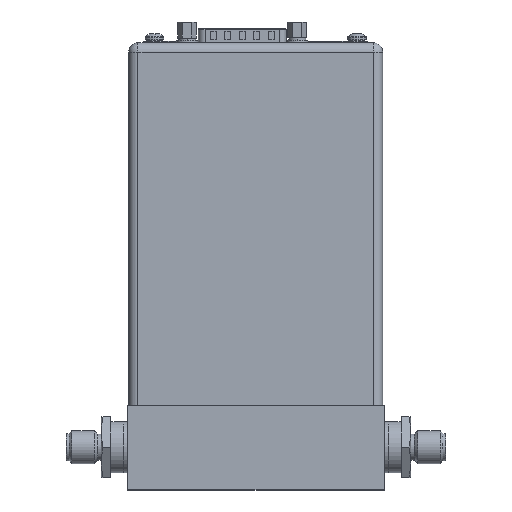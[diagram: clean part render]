
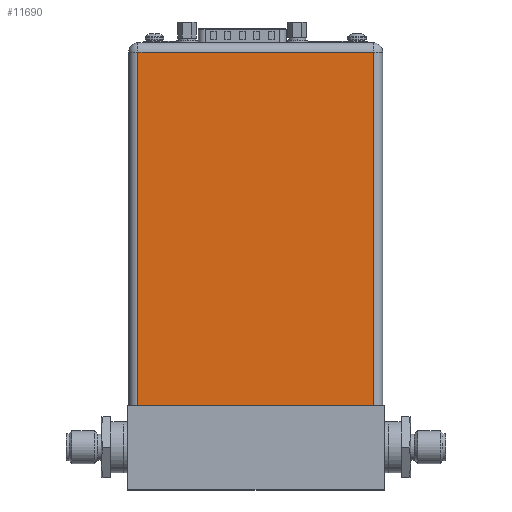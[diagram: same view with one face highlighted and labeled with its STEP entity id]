
A CAD part, top view. The second image highlights one B-rep face of the part: STEP entity #11690.
In plain terms, the highlighted planar face has unit normal (0, 0, 1).
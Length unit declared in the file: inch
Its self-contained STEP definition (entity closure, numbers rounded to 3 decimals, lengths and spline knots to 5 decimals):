
#9079=DIRECTION('',(1.,0.,0.));
#9080=VECTOR('',#9079,2.755);
#9081=CARTESIAN_POINT('',(-1.3775,0.,1.425));
#9082=LINE('',#9081,#9080);
#10285=DIRECTION('',(0.,-1.,0.));
#10286=VECTOR('',#10285,4.14);
#10287=CARTESIAN_POINT('',(1.3775,4.14,1.425));
#10288=LINE('',#10287,#10286);
#10292=DIRECTION('',(0.,-1.,0.));
#10293=VECTOR('',#10292,4.14);
#10294=CARTESIAN_POINT('',(-1.3775,4.14,1.425));
#10295=LINE('',#10294,#10293);
#10299=DIRECTION('',(1.,0.,0.));
#10300=VECTOR('',#10299,2.755);
#10301=CARTESIAN_POINT('',(-1.3775,4.14,1.425));
#10302=LINE('',#10301,#10300);
#10579=CARTESIAN_POINT('',(1.3775,0.,1.425));
#10581=VERTEX_POINT('',#10579);
#10582=CARTESIAN_POINT('',(1.3775,4.14,1.425));
#10583=VERTEX_POINT('',#10582);
#10604=CARTESIAN_POINT('',(-1.3775,0.,1.425));
#10606=VERTEX_POINT('',#10604);
#10608=CARTESIAN_POINT('',(-1.3775,4.14,1.425));
#10609=VERTEX_POINT('',#10608);
#11677=CARTESIAN_POINT('',(-1.4875,0.,1.425));
#11678=DIRECTION('',(0.,0.,1.));
#11679=DIRECTION('',(1.,0.,0.));
#11680=AXIS2_PLACEMENT_3D('',#11677,#11678,#11679);
#11681=PLANE('',#11680);
#11682=ORIENTED_EDGE('',*,*,#11669,.T.);
#11683=ORIENTED_EDGE('',*,*,#10637,.F.);
#11685=ORIENTED_EDGE('',*,*,#11684,.F.);
#11687=ORIENTED_EDGE('',*,*,#11686,.T.);
#11688=EDGE_LOOP('',(#11682,#11683,#11685,#11687));
#11689=FACE_OUTER_BOUND('',#11688,.F.);
#11690=ADVANCED_FACE('',(#11689),#11681,.T.);
#10637=EDGE_CURVE('',#10606,#10581,#9082,.T.);
#11669=EDGE_CURVE('',#10583,#10581,#10288,.T.);
#11684=EDGE_CURVE('',#10609,#10606,#10295,.T.);
#11686=EDGE_CURVE('',#10609,#10583,#10302,.T.);
